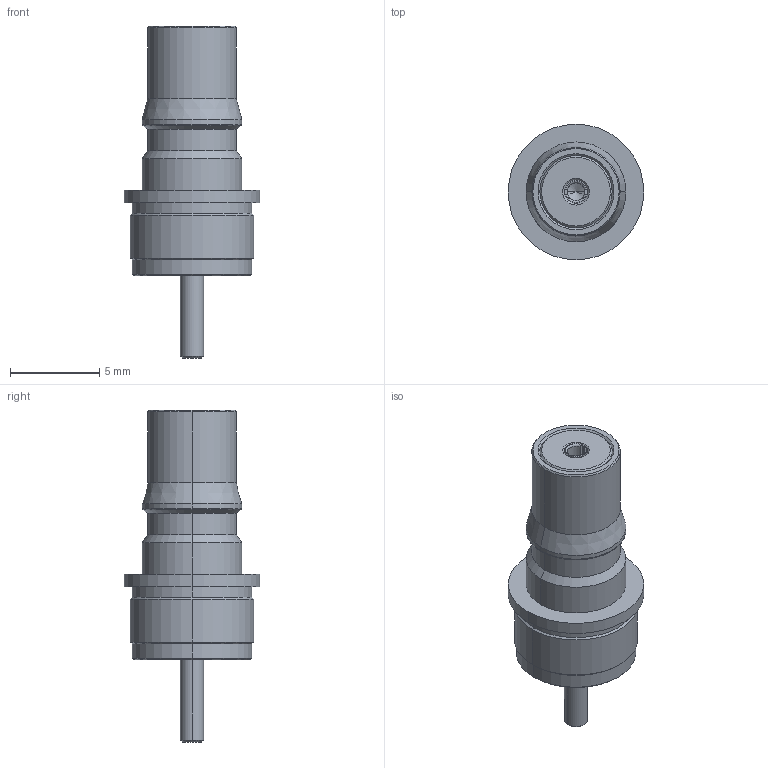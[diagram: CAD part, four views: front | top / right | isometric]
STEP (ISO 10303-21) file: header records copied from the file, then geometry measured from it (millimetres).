
FILE_DESCRIPTION (( 'STEP AP214' ), '1' );
FILE_NAME ('ÑÖÍÊ.434531.016ÑÁ_Ðîçåòêà+äëÿ ïîòðåáèòåëÿ.STEP', '2018-11-28T11:28:00', ( 'User' ), ( '' ), 'SwSTEP 2.0', 'SolidWorks 2016', '' );
FILE_SCHEMA (( 'AUTOMOTIVE_DESIGN' ));
Length unit declared in the file: millimetre
Products named in the file (1): ÑÖÍÊ.434531.016ÑÁ_Ðîçåòêà+äëÿ ïîòðåáèòåëÿ
Bounding box: 7.6 x 7.6 x 18.6 mm (x, y, z)
Volume: 374.5 mm3; surface area: 381.2 mm2
Topology: 1 solids, 1 shells, 76 faces, 164 edges, 94 vertices
Faces by surface type: cone 30, cylinder 27, plane 15, torus 4
Entity records: 2957 total; most frequent: DIRECTION 397, CARTESIAN_POINT 393, ORIENTED_EDGE 324, EDGE_CURVE 162, AXIS2_PLACEMENT_3D 162, VERTEX_POINT 94, CIRCLE 85, EDGE_LOOP 82
